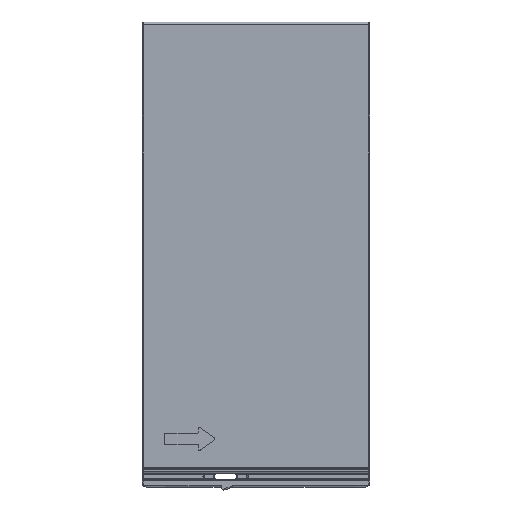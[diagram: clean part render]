
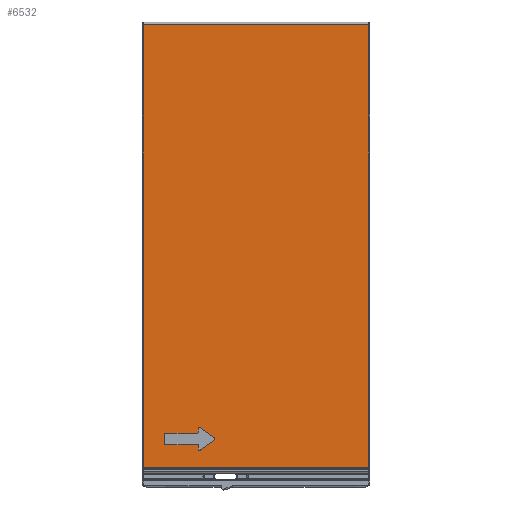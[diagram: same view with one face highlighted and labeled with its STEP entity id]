
A CAD part, front view. The second image highlights one B-rep face of the part: STEP entity #6532.
In plain terms, the highlighted planar face has unit normal (0, -1, 0).
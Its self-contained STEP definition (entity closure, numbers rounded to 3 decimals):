
#1520=DIRECTION('',(0.,0.,-1.));
#1521=VECTOR('',#1520,196.25);
#1522=CARTESIAN_POINT('',(-51.499,-36.714,
353.748));
#1523=LINE('',#1522,#1521);
#1542=CARTESIAN_POINT('',(-26.499,-36.714,
165.648));
#1543=DIRECTION('',(0.,-1.,0.));
#1544=DIRECTION('',(-1.,0.,0.));
#1545=AXIS2_PLACEMENT_3D('',#1542,#1543,#1544);
#1547=CARTESIAN_POINT('',(-26.499,-36.714,
165.648));
#1548=DIRECTION('',(0.,-1.,0.));
#1549=DIRECTION('',(0.,0.,-1.));
#1550=AXIS2_PLACEMENT_3D('',#1547,#1548,#1549);
#1552=DIRECTION('',(0.811,0.,0.585));
#1553=VECTOR('',#1552,7.694);
#1554=CARTESIAN_POINT('',(-26.207,-36.714,
165.243));
#1555=LINE('',#1554,#1553);
#1556=CARTESIAN_POINT('',(-20.259,-36.714,
170.148));
#1557=DIRECTION('',(0.,-1.,0.));
#1558=DIRECTION('',(0.585,0.,-0.811));
#1559=AXIS2_PLACEMENT_3D('',#1556,#1557,#1558);
#1561=DIRECTION('',(-0.811,0.,0.585));
#1562=VECTOR('',#1561,7.694);
#1563=CARTESIAN_POINT('',(-19.966,-36.714,
170.554));
#1564=LINE('',#1563,#1562);
#1565=CARTESIAN_POINT('',(-26.499,-36.714,
174.648));
#1566=DIRECTION('',(0.,-1.,0.));
#1567=DIRECTION('',(0.585,0.,0.811));
#1568=AXIS2_PLACEMENT_3D('',#1565,#1566,#1567);
#1570=CARTESIAN_POINT('',(-26.499,-36.714,
174.648));
#1571=DIRECTION('',(0.,-1.,0.));
#1572=DIRECTION('',(0.,0.,1.));
#1573=AXIS2_PLACEMENT_3D('',#1570,#1571,#1572);
#1575=DIRECTION('',(0.,0.,-1.));
#1576=VECTOR('',#1575,1.5);
#1577=CARTESIAN_POINT('',(-26.999,-36.714,
174.648));
#1578=LINE('',#1577,#1576);
#1579=CARTESIAN_POINT('',(-27.499,-36.714,
173.148));
#1580=DIRECTION('',(0.,1.,0.));
#1581=DIRECTION('',(1.,0.,0.));
#1582=AXIS2_PLACEMENT_3D('',#1579,#1580,#1581);
#1584=CARTESIAN_POINT('',(-41.499,-36.714,
172.148));
#1585=DIRECTION('',(0.,-1.,0.));
#1586=DIRECTION('',(0.,0.,1.));
#1587=AXIS2_PLACEMENT_3D('',#1584,#1585,#1586);
#1589=CARTESIAN_POINT('',(-41.499,-36.714,
168.148));
#1590=DIRECTION('',(0.,-1.,0.));
#1591=DIRECTION('',(-1.,0.,0.));
#1592=AXIS2_PLACEMENT_3D('',#1589,#1590,#1591);
#1594=CARTESIAN_POINT('',(-27.499,-36.714,
167.148));
#1595=DIRECTION('',(0.,1.,0.));
#1596=DIRECTION('',(0.,0.,1.));
#1597=AXIS2_PLACEMENT_3D('',#1594,#1595,#1596);
#1599=DIRECTION('',(1.,0.,0.));
#1600=VECTOR('',#1599,100.);
#1601=CARTESIAN_POINT('',(-51.499,-36.714,
157.498));
#1602=LINE('',#1601,#1600);
#1622=DIRECTION('',(0.,0.,1.));
#1623=VECTOR('',#1622,196.25);
#1624=CARTESIAN_POINT('',(48.501,-36.714,157.498));
#1625=LINE('',#1624,#1623);
#1874=DIRECTION('',(-1.,0.,0.));
#1875=VECTOR('',#1874,100.);
#1876=CARTESIAN_POINT('',(48.501,-36.714,353.748));
#1877=LINE('',#1876,#1875);
#1989=DIRECTION('',(0.,0.,1.));
#1990=VECTOR('',#1989,1.5);
#1991=CARTESIAN_POINT('',(-26.999,-36.714,
165.648));
#1992=LINE('',#1991,#1990);
#2098=DIRECTION('',(-1.,0.,0.));
#2099=VECTOR('',#2098,14.);
#2100=CARTESIAN_POINT('',(-27.499,-36.714,
167.648));
#2101=LINE('',#2100,#2099);
#2114=DIRECTION('',(0.,0.,1.));
#2115=VECTOR('',#2114,4.);
#2116=CARTESIAN_POINT('',(-41.999,-36.714,
168.148));
#2117=LINE('',#2116,#2115);
#2130=DIRECTION('',(1.,0.,0.));
#2131=VECTOR('',#2130,14.);
#2132=CARTESIAN_POINT('',(-41.499,-36.714,
172.648));
#2133=LINE('',#2132,#2131);
#3019=CARTESIAN_POINT('',(-26.207,-36.714,
165.243));
#3020=VERTEX_POINT('',#3019);
#3021=CARTESIAN_POINT('',(-19.966,-36.714,
170.554));
#3022=VERTEX_POINT('',#3021);
#3023=CARTESIAN_POINT('',(-19.966,-36.714,
169.743));
#3024=VERTEX_POINT('',#3023);
#3025=CARTESIAN_POINT('',(-26.499,-36.714,
175.148));
#3026=VERTEX_POINT('',#3025);
#3027=CARTESIAN_POINT('',(-26.207,-36.714,
175.054));
#3028=VERTEX_POINT('',#3027);
#3029=CARTESIAN_POINT('',(-26.999,-36.714,
174.648));
#3030=VERTEX_POINT('',#3029);
#3031=CARTESIAN_POINT('',(-26.999,-36.714,
173.148));
#3032=VERTEX_POINT('',#3031);
#3033=CARTESIAN_POINT('',(-27.499,-36.714,
172.648));
#3034=VERTEX_POINT('',#3033);
#3035=CARTESIAN_POINT('',(-26.999,-36.714,
165.648));
#3036=CARTESIAN_POINT('',(-26.499,-36.714,
165.148));
#3037=VERTEX_POINT('',#3035);
#3038=VERTEX_POINT('',#3036);
#3039=CARTESIAN_POINT('',(-41.499,-36.714,
172.648));
#3040=CARTESIAN_POINT('',(-41.999,-36.714,
172.148));
#3041=VERTEX_POINT('',#3039);
#3042=VERTEX_POINT('',#3040);
#3043=CARTESIAN_POINT('',(-41.999,-36.714,
168.148));
#3044=CARTESIAN_POINT('',(-41.499,-36.714,
167.648));
#3045=VERTEX_POINT('',#3043);
#3046=VERTEX_POINT('',#3044);
#3047=CARTESIAN_POINT('',(-27.499,-36.714,
167.648));
#3048=CARTESIAN_POINT('',(-26.999,-36.714,
167.148));
#3049=VERTEX_POINT('',#3047);
#3050=VERTEX_POINT('',#3048);
#3051=CARTESIAN_POINT('',(-51.499,-36.714,
157.498));
#3052=CARTESIAN_POINT('',(48.501,-36.714,157.498));
#3053=VERTEX_POINT('',#3051);
#3054=VERTEX_POINT('',#3052);
#3062=CARTESIAN_POINT('',(48.501,-36.714,353.748));
#3063=VERTEX_POINT('',#3062);
#3286=CARTESIAN_POINT('',(-51.499,-36.714,
353.748));
#3287=VERTEX_POINT('',#3286);
#6484=CARTESIAN_POINT('',(-1.499,-36.714,
255.623));
#6485=DIRECTION('',(0.,1.,0.));
#6486=DIRECTION('',(0.,0.,-1.));
#6487=AXIS2_PLACEMENT_3D('',#6484,#6485,#6486);
#6488=PLANE('',#6487);
#6490=ORIENTED_EDGE('',*,*,#6489,.F.);
#6491=ORIENTED_EDGE('',*,*,#6475,.F.);
#6493=ORIENTED_EDGE('',*,*,#6492,.F.);
#6495=ORIENTED_EDGE('',*,*,#6494,.F.);
#6496=EDGE_LOOP('',(#6490,#6491,#6493,#6495));
#6497=FACE_OUTER_BOUND('',#6496,.F.);
#6499=ORIENTED_EDGE('',*,*,#6498,.F.);
#6501=ORIENTED_EDGE('',*,*,#6500,.T.);
#6503=ORIENTED_EDGE('',*,*,#6502,.T.);
#6505=ORIENTED_EDGE('',*,*,#6504,.T.);
#6507=ORIENTED_EDGE('',*,*,#6506,.T.);
#6509=ORIENTED_EDGE('',*,*,#6508,.T.);
#6511=ORIENTED_EDGE('',*,*,#6510,.T.);
#6513=ORIENTED_EDGE('',*,*,#6512,.T.);
#6515=ORIENTED_EDGE('',*,*,#6514,.T.);
#6517=ORIENTED_EDGE('',*,*,#6516,.T.);
#6519=ORIENTED_EDGE('',*,*,#6518,.F.);
#6521=ORIENTED_EDGE('',*,*,#6520,.T.);
#6523=ORIENTED_EDGE('',*,*,#6522,.F.);
#6525=ORIENTED_EDGE('',*,*,#6524,.T.);
#6527=ORIENTED_EDGE('',*,*,#6526,.F.);
#6529=ORIENTED_EDGE('',*,*,#6528,.T.);
#6530=EDGE_LOOP('',(#6499,#6501,#6503,#6505,#6507,#6509,#6511,#6513,#6515,#6517,
#6519,#6521,#6523,#6525,#6527,#6529));
#6531=FACE_BOUND('',#6530,.F.);
#1546=CIRCLE('',#1545,0.5);
#1551=CIRCLE('',#1550,0.5);
#1560=CIRCLE('',#1559,0.5);
#1569=CIRCLE('',#1568,0.5);
#1574=CIRCLE('',#1573,0.5);
#1583=CIRCLE('',#1582,0.5);
#1588=CIRCLE('',#1587,0.5);
#1593=CIRCLE('',#1592,0.5);
#1598=CIRCLE('',#1597,0.5);
#6475=EDGE_CURVE('',#3287,#3053,#1523,.T.);
#6489=EDGE_CURVE('',#3053,#3054,#1602,.T.);
#6492=EDGE_CURVE('',#3063,#3287,#1877,.T.);
#6494=EDGE_CURVE('',#3054,#3063,#1625,.T.);
#6498=EDGE_CURVE('',#3037,#3050,#1992,.T.);
#6500=EDGE_CURVE('',#3037,#3038,#1546,.T.);
#6502=EDGE_CURVE('',#3038,#3020,#1551,.T.);
#6504=EDGE_CURVE('',#3020,#3024,#1555,.T.);
#6506=EDGE_CURVE('',#3024,#3022,#1560,.T.);
#6508=EDGE_CURVE('',#3022,#3028,#1564,.T.);
#6510=EDGE_CURVE('',#3028,#3026,#1569,.T.);
#6512=EDGE_CURVE('',#3026,#3030,#1574,.T.);
#6514=EDGE_CURVE('',#3030,#3032,#1578,.T.);
#6516=EDGE_CURVE('',#3032,#3034,#1583,.T.);
#6518=EDGE_CURVE('',#3041,#3034,#2133,.T.);
#6520=EDGE_CURVE('',#3041,#3042,#1588,.T.);
#6522=EDGE_CURVE('',#3045,#3042,#2117,.T.);
#6524=EDGE_CURVE('',#3045,#3046,#1593,.T.);
#6526=EDGE_CURVE('',#3049,#3046,#2101,.T.);
#6528=EDGE_CURVE('',#3049,#3050,#1598,.T.);
#6532=ADVANCED_FACE('',(#6497,#6531),#6488,.F.);
